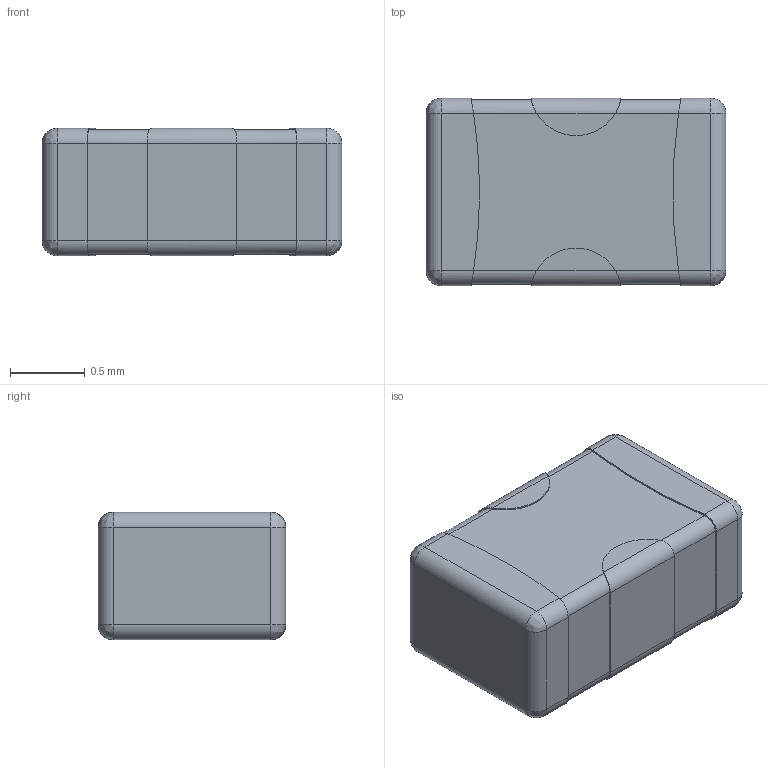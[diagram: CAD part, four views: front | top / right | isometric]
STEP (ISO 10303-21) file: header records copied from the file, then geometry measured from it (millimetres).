
FILE_DESCRIPTION (( 'STEP AP214' ), '1' );
FILE_NAME ('User Library-NFL21SP.STEP', '2018-01-04T13:12:06', ( '' ), ( '' ), 'SwSTEP 2.0', 'SolidWorks 2018', '' );
FILE_SCHEMA (( 'AUTOMOTIVE_DESIGN' ));
Length unit declared in the file: millimetre
Products named in the file (1): User Library-NFL21SP
Bounding box: 2 x 1.25 x 0.85 mm (x, y, z)
Volume: 2.1 mm3; surface area: 9.9 mm2
Topology: 1 solids, 1 shells, 63 faces, 158 edges, 92 vertices
Faces by surface type: cylinder 33, plane 22, bspline 8
Entity records: 3027 total; most frequent: CARTESIAN_POINT 906, ORIENTED_EDGE 300, DIRECTION 274, EDGE_CURVE 150, AXIS2_PLACEMENT_3D 100, VERTEX_POINT 92, VECTOR 74, LINE 74
